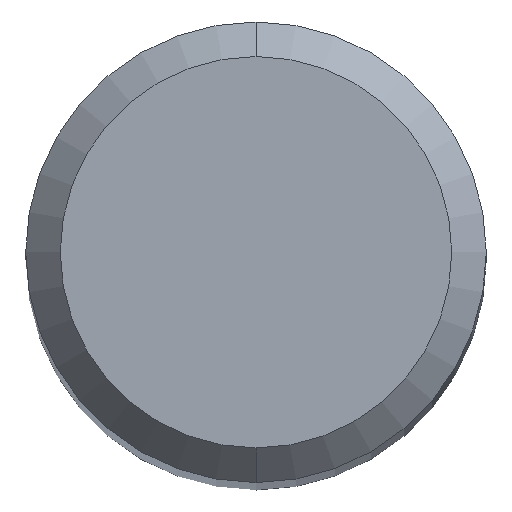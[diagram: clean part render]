
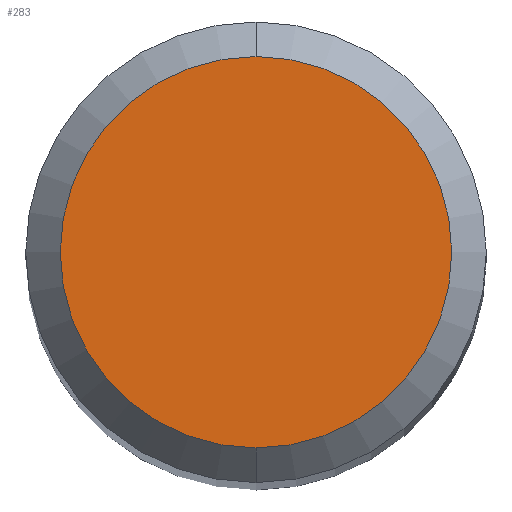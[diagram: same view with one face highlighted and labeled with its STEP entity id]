
A CAD part, top view. The second image highlights one B-rep face of the part: STEP entity #283.
In plain terms, the highlighted planar face has unit normal (0, 0, 1).
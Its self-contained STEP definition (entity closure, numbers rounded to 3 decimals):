
#197=EDGE_CURVE('',#415,#313,#521,.T.);
#233=EDGE_CURVE('',#313,#415,#564,.T.);
#283=ADVANCED_FACE('',(#618),#619,.T.);
#313=VERTEX_POINT('',#655);
#415=VERTEX_POINT('',#767);
#521=CIRCLE('',#877,1.7);
#564=CIRCLE('',#950,1.7);
#618=FACE_OUTER_BOUND('',#1071,.T.);
#619=PLANE('',#1072);
#655=CARTESIAN_POINT('',(0.,-1.7,0.0));
#767=CARTESIAN_POINT('',(0.0,1.7,0.0));
#877=AXIS2_PLACEMENT_3D('',#1521,#1522,#1523);
#950=AXIS2_PLACEMENT_3D('',#1595,#1596,#1597);
#1071=EDGE_LOOP('',(#1648,#1649));
#1072=AXIS2_PLACEMENT_3D('',#1650,#1651,#1652);
#1521=CARTESIAN_POINT('',(0.0,0.0,0.0));
#1522=DIRECTION('',(0.0,0.0,-1.0));
#1523=DIRECTION('',(0.0,1.0,0.0));
#1595=CARTESIAN_POINT('',(0.0,0.0,0.0));
#1596=DIRECTION('',(0.0,0.0,-1.0));
#1597=DIRECTION('',(0.0,1.0,0.0));
#1648=ORIENTED_EDGE('',*,*,#197,.F.);
#1649=ORIENTED_EDGE('',*,*,#233,.F.);
#1650=CARTESIAN_POINT('',(0.0,0.85,0.0));
#1651=DIRECTION('',(-0.0,0.0,1.0));
#1652=DIRECTION('',(0.0,-1.0,0.0));
